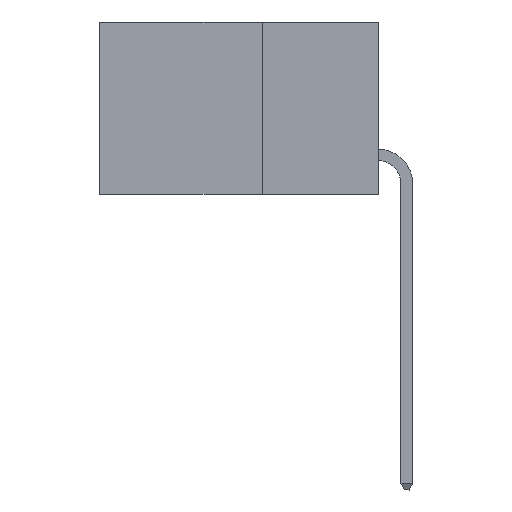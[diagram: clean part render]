
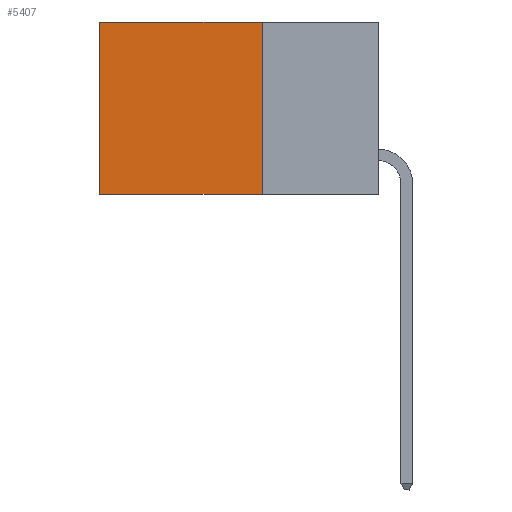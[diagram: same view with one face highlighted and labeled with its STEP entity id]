
A CAD part, left-side view. The second image highlights one B-rep face of the part: STEP entity #5407.
In plain terms, the highlighted planar face has unit normal (-1, 0, 0).
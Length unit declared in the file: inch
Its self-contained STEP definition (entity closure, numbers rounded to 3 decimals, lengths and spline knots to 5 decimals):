
#504 = VECTOR ( 'NONE', #781, 39.37008 ) ;
#607 = DIRECTION ( 'NONE',  ( 1., 0., 0. ) ) ;
#781 = DIRECTION ( 'NONE',  ( 0., 0., -1. ) ) ;
#1543 = ORIENTED_EDGE ( 'NONE', *, *, #16377, .F. ) ;
#1582 = LINE ( 'NONE', #13471, #2284 ) ;
#2284 = VECTOR ( 'NONE', #3062, 39.37008 ) ;
#3062 = DIRECTION ( 'NONE',  ( 0., 1., 0. ) ) ;
#3681 = ORIENTED_EDGE ( 'NONE', *, *, #7741, .T. ) ;
#4595 = ORIENTED_EDGE ( 'NONE', *, *, #6507, .F. ) ;
#4637 = EDGE_CURVE ( 'NONE', #9240, #16926, #18713, .T. ) ;
#5126 = LINE ( 'NONE', #16699, #17962 ) ;
#5339 = EDGE_LOOP ( 'NONE', ( #7885, #1543, #4595, #3681 ) ) ;
#5407 = ADVANCED_FACE ( 'NONE', ( #7951 ), #13680, .F. ) ;
#6278 = AXIS2_PLACEMENT_3D ( 'NONE', #6490, #607, #16989 ) ;
#6439 = VERTEX_POINT ( 'NONE', #7301 ) ;
#6490 = CARTESIAN_POINT ( 'NONE',  ( 0.2615, 0.25, -0.37 ) ) ;
#6507 = EDGE_CURVE ( 'NONE', #6439, #7385, #19257, .T. ) ;
#6578 = CARTESIAN_POINT ( 'NONE',  ( 0.2615, 0.25, -0.37 ) ) ;
#6846 = CARTESIAN_POINT ( 'NONE',  ( 0.2615, 0.6, -0.37 ) ) ;
#7301 = CARTESIAN_POINT ( 'NONE',  ( 0.2615, 0.25, 0. ) ) ;
#7385 = VERTEX_POINT ( 'NONE', #6578 ) ;
#7741 = EDGE_CURVE ( 'NONE', #6439, #9240, #1582, .T. ) ;
#7885 = ORIENTED_EDGE ( 'NONE', *, *, #4637, .T. ) ;
#7951 = FACE_OUTER_BOUND ( 'NONE', #5339, .T. ) ;
#9240 = VERTEX_POINT ( 'NONE', #10776 ) ;
#10776 = CARTESIAN_POINT ( 'NONE',  ( 0.2615, 0.6, 0. ) ) ;
#11782 = CARTESIAN_POINT ( 'NONE',  ( 0.2615, 0.25, -0.37 ) ) ;
#12847 = CARTESIAN_POINT ( 'NONE',  ( 0.2615, 0.6, -0.37 ) ) ;
#13471 = CARTESIAN_POINT ( 'NONE',  ( 0.2615, 0.25, 0. ) ) ;
#13680 = PLANE ( 'NONE',  #6278 ) ;
#13755 = VECTOR ( 'NONE', #15957, 39.37008 ) ;
#15957 = DIRECTION ( 'NONE',  ( 0., 0., -1. ) ) ;
#16377 = EDGE_CURVE ( 'NONE', #7385, #16926, #5126, .T. ) ;
#16699 = CARTESIAN_POINT ( 'NONE',  ( 0.2615, 0.25, -0.37 ) ) ;
#16926 = VERTEX_POINT ( 'NONE', #12847 ) ;
#16989 = DIRECTION ( 'NONE',  ( 0., 0., -1. ) ) ;
#17962 = VECTOR ( 'NONE', #18448, 39.37008 ) ;
#18448 = DIRECTION ( 'NONE',  ( 0., 1., 0. ) ) ;
#18713 = LINE ( 'NONE', #6846, #504 ) ;
#19257 = LINE ( 'NONE', #11782, #13755 ) ;
